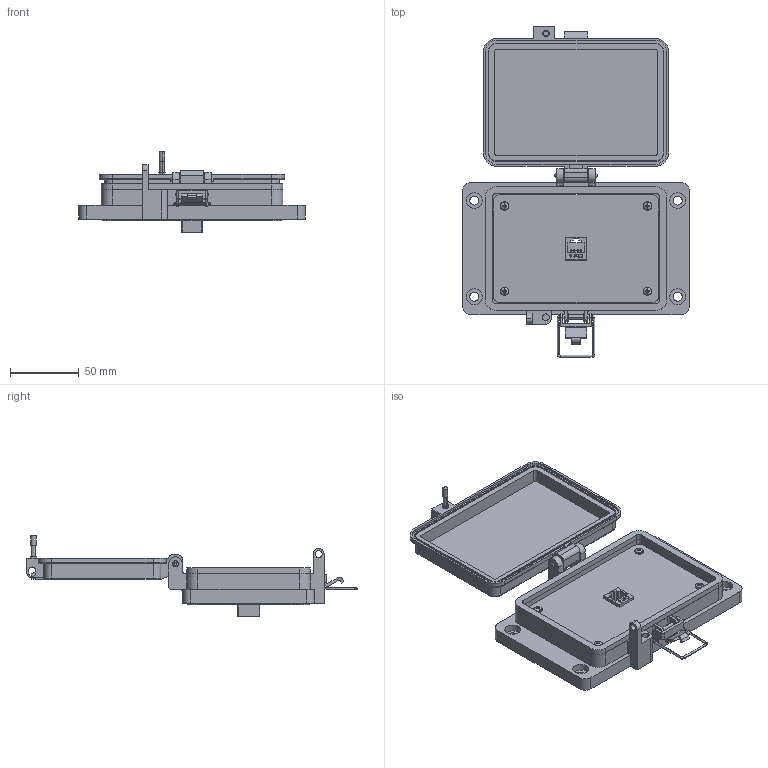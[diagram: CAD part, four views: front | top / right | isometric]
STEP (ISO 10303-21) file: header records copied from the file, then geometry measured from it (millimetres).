
FILE_DESCRIPTION (( 'STEP AP203' ), '1' );
FILE_NAME ('P-R62-M3RX_3D.STEP', '2021-12-14T14:40:11', ( '' ), ( '' ), 'SwSTEP 2.0', 'SolidWorks 2021', '' );
FILE_SCHEMA (( 'CONFIG_CONTROL_DESIGN' ));
Length unit declared in the file: millimetre
Products named in the file (10): P-R62-M3RX_TP060_1; P-R62-M3RX_FP060_1; R62; Z-000-4243316TFP; Z-H-M3_B; -M3; Z-300-RJ45CAT6; P-R62-M3RX_3D; 92005A124_METRIC PAN HEAD PHILLIPS MACHINE SCREW_92005A124; P-R62-M3RX_BP180_1
Assembly tree (14 placements, depth 3):
  P-R62-M3RX_3D
    -M3
      Z-H-M3_B
    P-R62-M3RX_FP060_1
    P-R62-M3RX_BP180_1
    P-R62-M3RX_TP060_1
    Z-000-4243316TFP  x3
    R62
      Z-300-RJ45CAT6
    92005A124_METRIC PAN HEAD PHILLIPS MACHINE SCREW_92005A124  x4
Bounding box: 164.96 x 240.59 x 58.58 mm (x, y, z)
Volume: 229705.8 mm3; surface area: 137940.5 mm2
Topology: 21 solids, 21 shells, 1780 faces, 5006 edges, 3313 vertices
Faces by surface type: cylinder 884, plane 601, bspline 197, cone 71, torus 19, sphere 8
Entity records: 43663 total; most frequent: CARTESIAN_POINT 15164, ORIENTED_EDGE 6188, DIRECTION 5048, EDGE_CURVE 3094, VERTEX_POINT 2046, LINE 1788, VECTOR 1788, AXIS2_PLACEMENT_3D 1630
